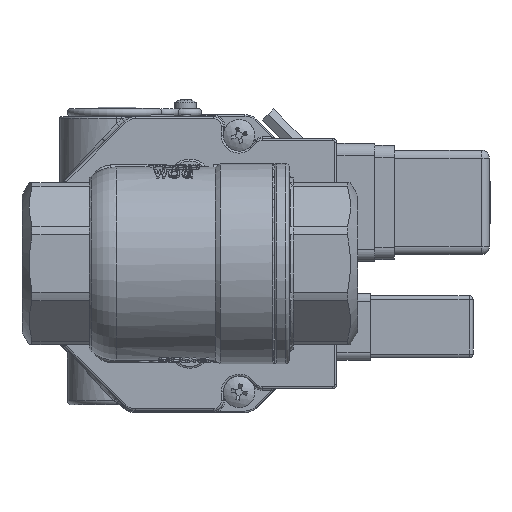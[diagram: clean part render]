
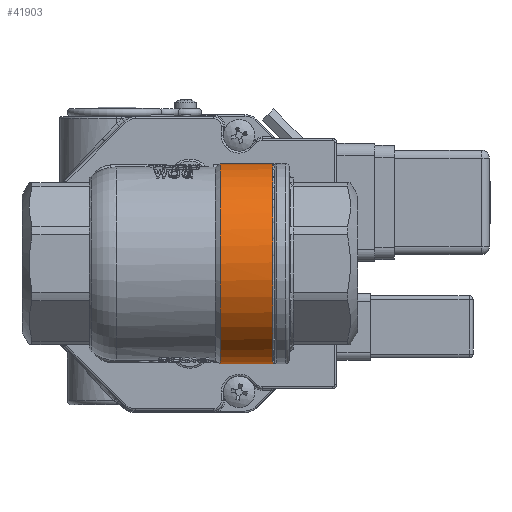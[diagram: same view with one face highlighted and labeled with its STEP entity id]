
A CAD part, front view. The second image highlights one B-rep face of the part: STEP entity #41903.
In plain terms, the highlighted cylindrical face has radius 25.4 mm (diameter 50.8 mm), a full revolution.
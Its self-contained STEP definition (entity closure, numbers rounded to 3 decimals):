
#2216=B_SPLINE_CURVE_WITH_KNOTS('',3,(#85972,#85973,#85974,#85975,#85976),
 .UNSPECIFIED.,.F.,.F.,(4,1,4),(0.,0.5,1.),.UNSPECIFIED.);
#2217=B_SPLINE_CURVE_WITH_KNOTS('',3,(#85978,#85979,#85980,#85981,#85982,
#85983,#85984,#85985,#85986,#85987,#85988,#85989,#85990,#85991,#85992,#85993,
#85994,#85995,#85996,#85997,#85998,#85999,#86000,#86001,#86002,#86003,#86004),
 .UNSPECIFIED.,.F.,.F.,(4,1,1,1,1,1,1,1,1,1,1,1,1,1,1,1,1,1,1,1,1,1,1,1,
4),(0.,0.063,0.125,0.188,0.25,0.281,0.313,0.344,0.375,0.406,0.438,
0.5,0.531,0.563,0.594,0.625,0.656,0.688,0.719,0.75,0.781,0.813,
0.875,0.938,1.),.UNSPECIFIED.);
#2218=B_SPLINE_CURVE_WITH_KNOTS('',3,(#86006,#86007,#86008,#86009,#86010),
 .UNSPECIFIED.,.F.,.F.,(4,1,4),(0.,0.5,1.),.UNSPECIFIED.);
#8329=CYLINDRICAL_SURFACE('',#52018,25.4);
#9810=ORIENTED_EDGE('',*,*,#22362,.T.);
#9811=ORIENTED_EDGE('',*,*,#22495,.T.);
#9812=ORIENTED_EDGE('',*,*,#22497,.T.);
#9813=ORIENTED_EDGE('',*,*,#22498,.T.);
#9814=ORIENTED_EDGE('',*,*,#22499,.T.);
#22362=EDGE_CURVE('',#28722,#28722,#32706,.T.);
#22495=EDGE_CURVE('',#28851,#28850,#32742,.T.);
#22497=EDGE_CURVE('',#28850,#28852,#2216,.T.);
#22498=EDGE_CURVE('',#28852,#28853,#2217,.T.);
#22499=EDGE_CURVE('',#28853,#28851,#2218,.T.);
#28722=VERTEX_POINT('',#82317);
#28850=VERTEX_POINT('',#85964);
#28851=VERTEX_POINT('',#85966);
#28852=VERTEX_POINT('',#85977);
#28853=VERTEX_POINT('',#86005);
#32706=CIRCLE('',#51971,25.4);
#32742=CIRCLE('',#52017,25.4);
#35437=EDGE_LOOP('',(#9810));
#35438=EDGE_LOOP('',(#9811,#9812,#9813,#9814));
#38618=FACE_BOUND('',#35437,.T.);
#38619=FACE_BOUND('',#35438,.T.);
#41903=ADVANCED_FACE('',(#38618,#38619),#8329,.T.);
#51971=AXIS2_PLACEMENT_3D('',#82316,#57334,#57335);
#52017=AXIS2_PLACEMENT_3D('',#85965,#57443,#57444);
#52018=AXIS2_PLACEMENT_3D('',#85971,#57445,#57446);
#57334=DIRECTION('',(-1.,0.,0.));
#57335=DIRECTION('',(0.,0.,1.));
#57443=DIRECTION('',(1.,0.,0.));
#57444=DIRECTION('',(0.,0.,-1.));
#57445=DIRECTION('',(1.,0.,0.));
#57446=DIRECTION('',(0.,0.,-1.));
#82316=CARTESIAN_POINT('',(21.,0.,0.));
#82317=CARTESIAN_POINT('',(21.,0.,25.4));
#85964=CARTESIAN_POINT('',(7.7,18.941,-16.923));
#85965=CARTESIAN_POINT('',(7.7,0.,0.));
#85966=CARTESIAN_POINT('',(7.7,18.941,16.923));
#85971=CARTESIAN_POINT('',(50.218,0.,0.));
#85972=CARTESIAN_POINT('',(7.7,18.941,-16.923));
#85973=CARTESIAN_POINT('',(7.7,19.072,-16.776));
#85974=CARTESIAN_POINT('',(7.665,19.299,-16.517));
#85975=CARTESIAN_POINT('',(7.508,19.527,-16.245));
#85976=CARTESIAN_POINT('',(7.403,19.617,-16.134));
#85977=CARTESIAN_POINT('',(7.403,19.617,-16.134));
#85978=CARTESIAN_POINT('',(7.403,19.617,-16.134));
#85979=CARTESIAN_POINT('',(8.235,19.868,-15.829));
#85980=CARTESIAN_POINT('',(9.89,20.446,-15.097));
#85981=CARTESIAN_POINT('',(12.133,21.398,-13.725));
#85982=CARTESIAN_POINT('',(14.16,22.377,-12.075));
#85983=CARTESIAN_POINT('',(15.652,23.167,-10.464));
#85984=CARTESIAN_POINT('',(16.705,23.752,-9.026));
#85985=CARTESIAN_POINT('',(17.388,24.141,-7.931));
#85986=CARTESIAN_POINT('',(18.027,24.513,-6.695));
#85987=CARTESIAN_POINT('',(18.537,24.816,-5.469));
#85988=CARTESIAN_POINT('',(18.965,25.073,-4.134));
#85989=CARTESIAN_POINT('',(19.367,25.318,-2.367));
#85990=CARTESIAN_POINT('',(19.542,25.426,-0.473));
#85991=CARTESIAN_POINT('',(19.46,25.375,1.383));
#85992=CARTESIAN_POINT('',(19.269,25.259,2.79));
#85993=CARTESIAN_POINT('',(18.971,25.077,4.111));
#85994=CARTESIAN_POINT('',(18.544,24.82,5.449));
#85995=CARTESIAN_POINT('',(18.036,24.518,6.674));
#85996=CARTESIAN_POINT('',(17.402,24.149,7.905));
#85997=CARTESIAN_POINT('',(16.713,23.756,9.016));
#85998=CARTESIAN_POINT('',(15.908,23.309,10.113));
#85999=CARTESIAN_POINT('',(15.064,22.856,11.098));
#86000=CARTESIAN_POINT('',(13.817,22.211,12.356));
#86001=CARTESIAN_POINT('',(12.12,21.392,13.733));
#86002=CARTESIAN_POINT('',(9.897,20.448,15.093));
#86003=CARTESIAN_POINT('',(8.236,19.869,15.829));
#86004=CARTESIAN_POINT('',(7.403,19.617,16.134));
#86005=CARTESIAN_POINT('',(7.403,19.617,16.134));
#86006=CARTESIAN_POINT('',(7.403,19.617,16.134));
#86007=CARTESIAN_POINT('',(7.507,19.527,16.244));
#86008=CARTESIAN_POINT('',(7.664,19.3,16.515));
#86009=CARTESIAN_POINT('',(7.7,19.073,16.776));
#86010=CARTESIAN_POINT('',(7.7,18.941,16.923));
